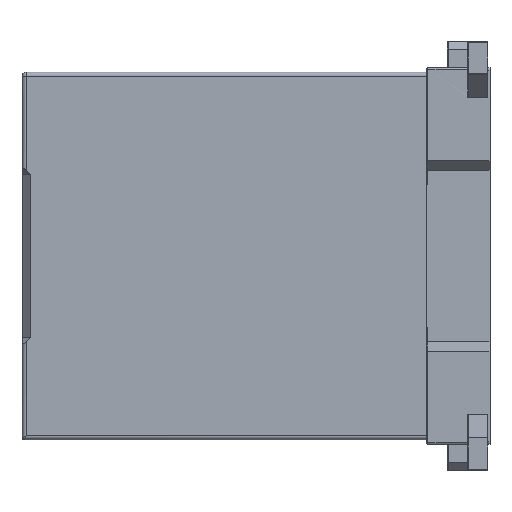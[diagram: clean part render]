
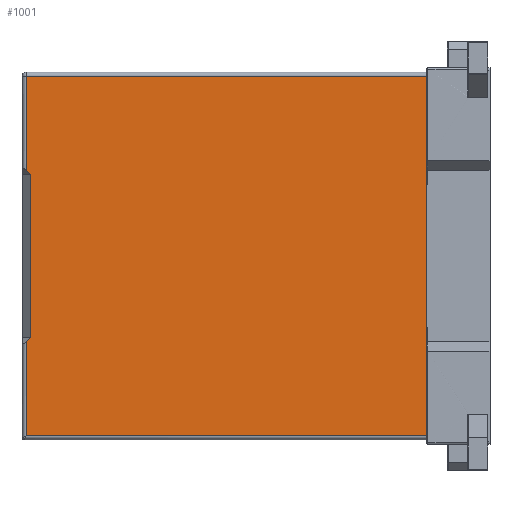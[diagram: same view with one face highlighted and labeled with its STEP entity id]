
A CAD part, left-side view. The second image highlights one B-rep face of the part: STEP entity #1001.
In plain terms, the highlighted planar face has unit normal (-1, 0, 0).
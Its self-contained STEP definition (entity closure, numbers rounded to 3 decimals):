
#1001=ADVANCED_FACE('',(#1709),#1413,.T.);
#1413=PLANE('',#10056);
#1709=FACE_OUTER_BOUND('',#2190,.T.);
#2190=EDGE_LOOP('',(#3538,#3539,#3540,#3541,#3542,#3543,#3544,#3545));
#3538=ORIENTED_EDGE('',*,*,#6408,.T.);
#3539=ORIENTED_EDGE('',*,*,#6858,.F.);
#3540=ORIENTED_EDGE('',*,*,#6527,.F.);
#3541=ORIENTED_EDGE('',*,*,#6525,.F.);
#3542=ORIENTED_EDGE('',*,*,#6523,.T.);
#3543=ORIENTED_EDGE('',*,*,#6521,.T.);
#3544=ORIENTED_EDGE('',*,*,#6519,.F.);
#3545=ORIENTED_EDGE('',*,*,#6781,.T.);
#5369=VERTEX_POINT('',#13706);
#5370=VERTEX_POINT('',#13708);
#5465=VERTEX_POINT('',#13934);
#5466=VERTEX_POINT('',#13936);
#5467=VERTEX_POINT('',#13945);
#5468=VERTEX_POINT('',#13949);
#5469=VERTEX_POINT('',#13953);
#5470=VERTEX_POINT('',#13962);
#6408=EDGE_CURVE('',#5370,#5369,#7870,.T.);
#6519=EDGE_CURVE('',#5465,#5466,#7971,.T.);
#6521=EDGE_CURVE('',#5467,#5466,#7972,.T.);
#6523=EDGE_CURVE('',#5468,#5467,#7974,.T.);
#6525=EDGE_CURVE('',#5468,#5469,#7976,.T.);
#6527=EDGE_CURVE('',#5469,#5470,#7977,.T.);
#6781=EDGE_CURVE('',#5465,#5370,#8141,.T.);
#6858=EDGE_CURVE('',#5470,#5369,#8199,.T.);
#7870=LINE('',#13707,#8885);
#7971=LINE('',#13935,#8986);
#7972=LINE('',#13944,#8987);
#7974=LINE('',#13948,#8989);
#7976=LINE('',#13952,#8991);
#7977=LINE('',#13961,#8992);
#8141=LINE('',#14593,#9156);
#8199=LINE('',#14852,#9214);
#8885=VECTOR('',#10897,1.);
#8986=VECTOR('',#11036,1.);
#8987=VECTOR('',#11039,1.);
#8989=VECTOR('',#11043,1.);
#8991=VECTOR('',#11047,1.);
#8992=VECTOR('',#11050,1.);
#9156=VECTOR('',#11478,1.);
#9214=VECTOR('',#11640,1.);
#10056=AXIS2_PLACEMENT_3D('',#14854,#11643,#11644);
#10897=DIRECTION('',(0.,0.,1.));
#11036=DIRECTION('',(0.,0.,1.));
#11039=DIRECTION('',(0.,0.707,-0.707));
#11043=DIRECTION('',(0.,0.,-1.));
#11047=DIRECTION('',(0.,0.707,0.707));
#11050=DIRECTION('',(0.,0.,1.));
#11478=DIRECTION('',(0.,-1.,0.));
#11640=DIRECTION('',(0.,-1.,0.));
#11643=DIRECTION('',(-1.,0.,0.));
#11644=DIRECTION('',(0.,0.,1.));
#13706=CARTESIAN_POINT('',(-49.2,70.798,43.912));
#13707=CARTESIAN_POINT('',(-49.2,70.798,-44.088));
#13708=CARTESIAN_POINT('',(-49.2,70.798,-44.088));
#13934=CARTESIAN_POINT('',(-49.2,168.798,-44.088));
#13935=CARTESIAN_POINT('',(-49.2,168.798,-44.088));
#13936=CARTESIAN_POINT('',(-49.2,168.798,-21.088));
#13944=CARTESIAN_POINT('',(-49.2,167.798,-20.088));
#13945=CARTESIAN_POINT('',(-49.2,167.798,-20.088));
#13948=CARTESIAN_POINT('',(-49.2,167.798,19.912));
#13949=CARTESIAN_POINT('',(-49.2,167.798,19.912));
#13952=CARTESIAN_POINT('',(-49.2,167.798,19.912));
#13953=CARTESIAN_POINT('',(-49.2,168.798,20.912));
#13961=CARTESIAN_POINT('',(-49.2,168.798,20.912));
#13962=CARTESIAN_POINT('',(-49.2,168.798,43.912));
#14593=CARTESIAN_POINT('',(-49.2,168.798,-44.088));
#14852=CARTESIAN_POINT('',(-49.2,168.798,43.912));
#14854=CARTESIAN_POINT('',(-49.2,70.798,-45.088));
